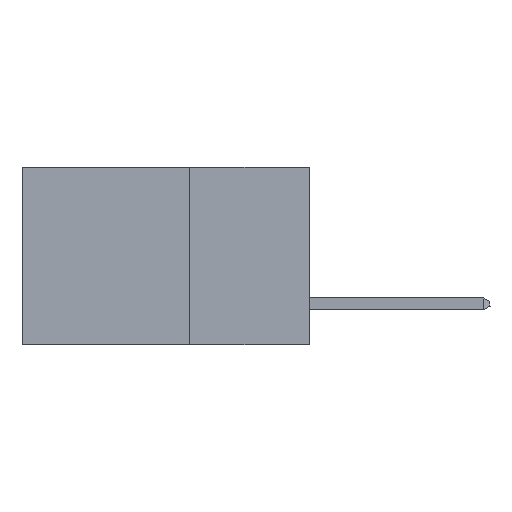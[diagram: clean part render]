
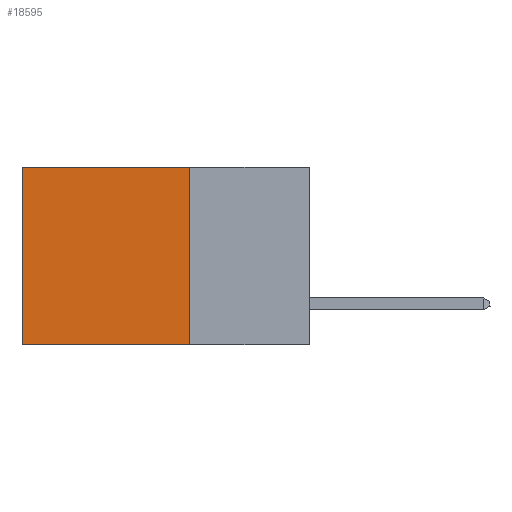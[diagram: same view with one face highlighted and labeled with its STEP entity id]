
A CAD part, left-side view. The second image highlights one B-rep face of the part: STEP entity #18595.
In plain terms, the highlighted planar face has unit normal (-1, 0, 0).
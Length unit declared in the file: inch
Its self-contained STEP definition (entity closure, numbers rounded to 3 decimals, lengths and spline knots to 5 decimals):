
#1630 = VECTOR ( 'NONE', #12993, 39.37008 ) ;
#2519 = EDGE_LOOP ( 'NONE', ( #26252, #27080, #44681, #8152 ) ) ;
#2808 = EDGE_CURVE ( 'NONE', #36981, #21171, #13444, .T. ) ;
#5533 = VERTEX_POINT ( 'NONE', #7459 ) ;
#5844 = CARTESIAN_POINT ( 'NONE',  ( 0.2875, 0.25, 0. ) ) ;
#7459 = CARTESIAN_POINT ( 'NONE',  ( 0.2875, 0.6, -0.37 ) ) ;
#8152 = ORIENTED_EDGE ( 'NONE', *, *, #17729, .T. ) ;
#8182 = CARTESIAN_POINT ( 'NONE',  ( 0.2875, 0.25, -0.37 ) ) ;
#11371 = CARTESIAN_POINT ( 'NONE',  ( 0.2875, 0.25, 0. ) ) ;
#12993 = DIRECTION ( 'NONE',  ( 0., 1., 0. ) ) ;
#13444 = LINE ( 'NONE', #22791, #20077 ) ;
#15800 = VERTEX_POINT ( 'NONE', #35074 ) ;
#17241 = CARTESIAN_POINT ( 'NONE',  ( 0.2875, 0.6, 0. ) ) ;
#17729 = EDGE_CURVE ( 'NONE', #36981, #15800, #48903, .T. ) ;
#18595 = ADVANCED_FACE ( 'NONE', ( #24491 ), #27399, .F. ) ;
#20077 = VECTOR ( 'NONE', #42302, 39.37008 ) ;
#21171 = VERTEX_POINT ( 'NONE', #8182 ) ;
#21386 = EDGE_CURVE ( 'NONE', #21171, #5533, #48554, .T. ) ;
#22791 = CARTESIAN_POINT ( 'NONE',  ( 0.2875, 0.25, 0. ) ) ;
#22998 = DIRECTION ( 'NONE',  ( 0., 0., -1. ) ) ;
#24491 = FACE_OUTER_BOUND ( 'NONE', #2519, .T. ) ;
#26252 = ORIENTED_EDGE ( 'NONE', *, *, #35585, .T. ) ;
#26508 = CARTESIAN_POINT ( 'NONE',  ( 0.2875, 0.25, -0.37 ) ) ;
#27080 = ORIENTED_EDGE ( 'NONE', *, *, #21386, .F. ) ;
#27399 = PLANE ( 'NONE',  #37220 ) ;
#29592 = VECTOR ( 'NONE', #41122, 39.37008 ) ;
#35074 = CARTESIAN_POINT ( 'NONE',  ( 0.2875, 0.6, 0. ) ) ;
#35585 = EDGE_CURVE ( 'NONE', #15800, #5533, #45387, .T. ) ;
#36981 = VERTEX_POINT ( 'NONE', #49759 ) ;
#37220 = AXIS2_PLACEMENT_3D ( 'NONE', #11371, #49972, #22998 ) ;
#37881 = DIRECTION ( 'NONE',  ( 0., 1., 0. ) ) ;
#40012 = VECTOR ( 'NONE', #37881, 39.37008 ) ;
#41122 = DIRECTION ( 'NONE',  ( 0., 0., -1. ) ) ;
#42302 = DIRECTION ( 'NONE',  ( 0., 0., -1. ) ) ;
#44681 = ORIENTED_EDGE ( 'NONE', *, *, #2808, .F. ) ;
#45387 = LINE ( 'NONE', #17241, #29592 ) ;
#48554 = LINE ( 'NONE', #26508, #40012 ) ;
#48903 = LINE ( 'NONE', #5844, #1630 ) ;
#49759 = CARTESIAN_POINT ( 'NONE',  ( 0.2875, 0.25, 0. ) ) ;
#49972 = DIRECTION ( 'NONE',  ( 1., 0., 0. ) ) ;
